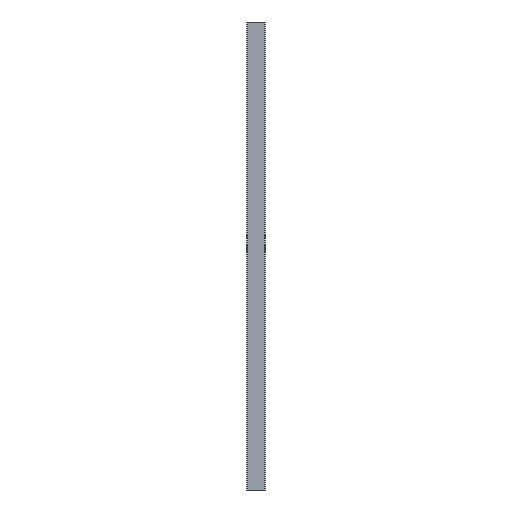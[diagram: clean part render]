
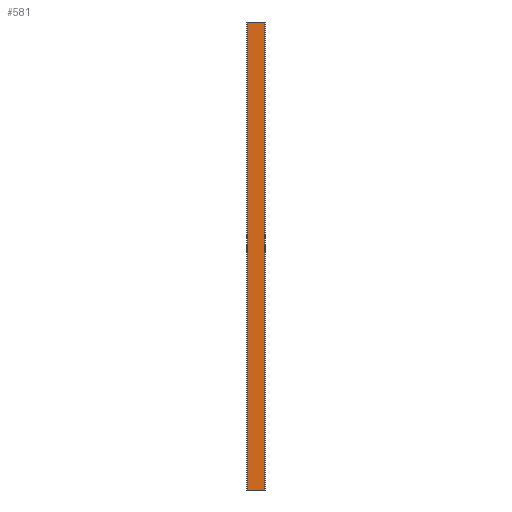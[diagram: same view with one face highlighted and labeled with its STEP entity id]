
A CAD part, left-side view. The second image highlights one B-rep face of the part: STEP entity #581.
In plain terms, the highlighted planar face has unit normal (-1, 0, 0).
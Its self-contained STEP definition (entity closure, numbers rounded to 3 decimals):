
#14 = EDGE_LOOP ( 'NONE', ( #162, #136, #68, #315 ) ) ;
#25 = DIRECTION ( 'NONE',  ( 0., -1., 0. ) ) ;
#26 = LINE ( 'NONE', #237, #279 ) ;
#31 = DIRECTION ( 'NONE',  ( 0., 0., 1. ) ) ;
#64 = CARTESIAN_POINT ( 'NONE',  ( -1.8, 0., -1000. ) ) ;
#68 = ORIENTED_EDGE ( 'NONE', *, *, #84, .F. ) ;
#84 = EDGE_CURVE ( 'NONE', #209, #187, #491, .T. ) ;
#93 = CARTESIAN_POINT ( 'NONE',  ( -1.8, -37.044, -1000. ) ) ;
#106 = PLANE ( 'NONE',  #218 ) ;
#108 = VECTOR ( 'NONE', #31, 1000. ) ;
#136 = ORIENTED_EDGE ( 'NONE', *, *, #193, .T. ) ;
#162 = ORIENTED_EDGE ( 'NONE', *, *, #607, .T. ) ;
#171 = DIRECTION ( 'NONE',  ( 0., -1., 0. ) ) ;
#173 = CARTESIAN_POINT ( 'NONE',  ( -1.8, 0., 1000. ) ) ;
#187 = VERTEX_POINT ( 'NONE', #282 ) ;
#193 = EDGE_CURVE ( 'NONE', #284, #187, #271, .T. ) ;
#202 = VECTOR ( 'NONE', #171, 1000. ) ;
#209 = VERTEX_POINT ( 'NONE', #389 ) ;
#212 = VECTOR ( 'NONE', #25, 1000. ) ;
#216 = DIRECTION ( 'NONE',  ( 0., 0., -1. ) ) ;
#218 = AXIS2_PLACEMENT_3D ( 'NONE', #479, #536, #216 ) ;
#237 = CARTESIAN_POINT ( 'NONE',  ( -1.8, 37.044, -1000. ) ) ;
#271 = LINE ( 'NONE', #93, #108 ) ;
#279 = VECTOR ( 'NONE', #558, 1000. ) ;
#282 = CARTESIAN_POINT ( 'NONE',  ( -1.8, -37.044, 1000. ) ) ;
#284 = VERTEX_POINT ( 'NONE', #549 ) ;
#304 = VERTEX_POINT ( 'NONE', #606 ) ;
#315 = ORIENTED_EDGE ( 'NONE', *, *, #537, .F. ) ;
#389 = CARTESIAN_POINT ( 'NONE',  ( -1.8, 37.044, 1000. ) ) ;
#479 = CARTESIAN_POINT ( 'NONE',  ( -1.8, 0., 1000. ) ) ;
#489 = FACE_OUTER_BOUND ( 'NONE', #14, .T. ) ;
#491 = LINE ( 'NONE', #173, #212 ) ;
#536 = DIRECTION ( 'NONE',  ( 1., 0., 0. ) ) ;
#537 = EDGE_CURVE ( 'NONE', #304, #209, #26, .T. ) ;
#549 = CARTESIAN_POINT ( 'NONE',  ( -1.8, -37.044, -1000. ) ) ;
#558 = DIRECTION ( 'NONE',  ( 0., 0., 1. ) ) ;
#581 = ADVANCED_FACE ( 'NONE', ( #489 ), #106, .F. ) ;
#606 = CARTESIAN_POINT ( 'NONE',  ( -1.8, 37.044, -1000. ) ) ;
#607 = EDGE_CURVE ( 'NONE', #304, #284, #621, .T. ) ;
#621 = LINE ( 'NONE', #64, #202 ) ;
